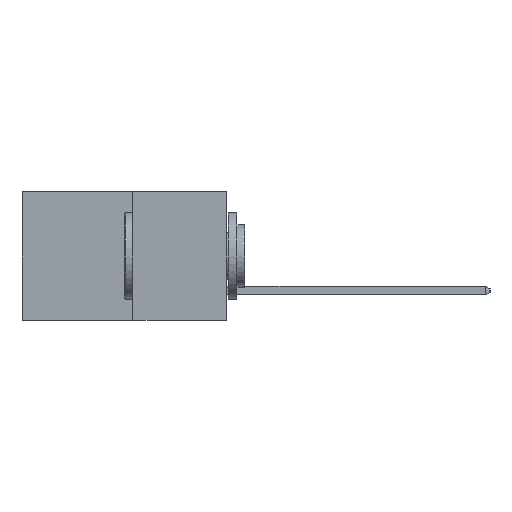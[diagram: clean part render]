
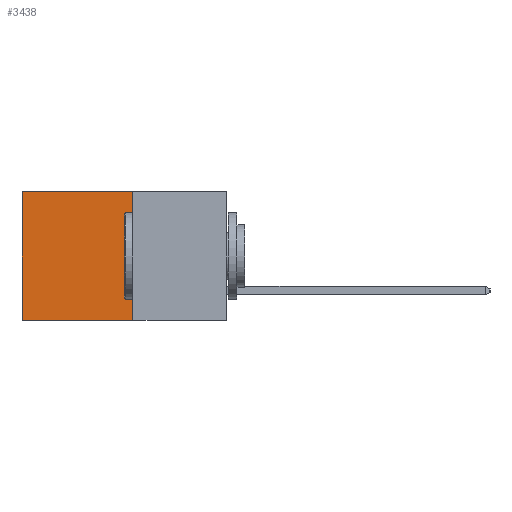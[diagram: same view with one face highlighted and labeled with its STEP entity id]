
A CAD part, left-side view. The second image highlights one B-rep face of the part: STEP entity #3438.
In plain terms, the highlighted planar face has unit normal (-1, 0, 0).
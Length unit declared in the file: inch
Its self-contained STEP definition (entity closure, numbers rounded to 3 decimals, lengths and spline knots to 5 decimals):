
#519 = CARTESIAN_POINT ( 'NONE',  ( 0.277, 0.59, 0. ) ) ;
#1365 = CARTESIAN_POINT ( 'NONE',  ( 0.277, 0.27, -0.37 ) ) ;
#1614 = DIRECTION ( 'NONE',  ( 0., 1., 0. ) ) ;
#1658 = VERTEX_POINT ( 'NONE', #12131 ) ;
#1739 = CARTESIAN_POINT ( 'NONE',  ( 0.277, 0.27, 0. ) ) ;
#2437 = VERTEX_POINT ( 'NONE', #519 ) ;
#2515 = ORIENTED_EDGE ( 'NONE', *, *, #8234, .T. ) ;
#3052 = FACE_OUTER_BOUND ( 'NONE', #8650, .T. ) ;
#3243 = PLANE ( 'NONE',  #9079 ) ;
#3438 = ADVANCED_FACE ( 'NONE', ( #3052 ), #3243, .F. ) ;
#3662 = EDGE_CURVE ( 'NONE', #2437, #10783, #9098, .T. ) ;
#3850 = ORIENTED_EDGE ( 'NONE', *, *, #3662, .T. ) ;
#4332 = ORIENTED_EDGE ( 'NONE', *, *, #4377, .F. ) ;
#4377 = EDGE_CURVE ( 'NONE', #8261, #10783, #11757, .T. ) ;
#5005 = ORIENTED_EDGE ( 'NONE', *, *, #7237, .F. ) ;
#5127 = VECTOR ( 'NONE', #9478, 39.37008 ) ;
#6221 = VECTOR ( 'NONE', #1614, 39.37008 ) ;
#6485 = VECTOR ( 'NONE', #7011, 39.37008 ) ;
#6539 = LINE ( 'NONE', #1739, #6221 ) ;
#6670 = DIRECTION ( 'NONE',  ( 1., 0., 0. ) ) ;
#7011 = DIRECTION ( 'NONE',  ( 0., 0., -1. ) ) ;
#7100 = CARTESIAN_POINT ( 'NONE',  ( 0.277, 0.59, -0.37 ) ) ;
#7237 = EDGE_CURVE ( 'NONE', #1658, #8261, #7805, .T. ) ;
#7805 = LINE ( 'NONE', #9531, #5127 ) ;
#8234 = EDGE_CURVE ( 'NONE', #1658, #2437, #6539, .T. ) ;
#8261 = VERTEX_POINT ( 'NONE', #1365 ) ;
#8650 = EDGE_LOOP ( 'NONE', ( #3850, #4332, #5005, #2515 ) ) ;
#9079 = AXIS2_PLACEMENT_3D ( 'NONE', #10866, #6670, #10335 ) ;
#9098 = LINE ( 'NONE', #7100, #6485 ) ;
#9223 = VECTOR ( 'NONE', #11236, 39.37008 ) ;
#9478 = DIRECTION ( 'NONE',  ( 0., 0., -1. ) ) ;
#9531 = CARTESIAN_POINT ( 'NONE',  ( 0.277, 0.27, -0.37 ) ) ;
#10029 = CARTESIAN_POINT ( 'NONE',  ( 0.277, 0.59, -0.37 ) ) ;
#10335 = DIRECTION ( 'NONE',  ( 0., 0., -1. ) ) ;
#10783 = VERTEX_POINT ( 'NONE', #10029 ) ;
#10866 = CARTESIAN_POINT ( 'NONE',  ( 0.277, 0.27, -0.37 ) ) ;
#11236 = DIRECTION ( 'NONE',  ( 0., 1., 0. ) ) ;
#11266 = CARTESIAN_POINT ( 'NONE',  ( 0.277, 0.27, -0.37 ) ) ;
#11757 = LINE ( 'NONE', #11266, #9223 ) ;
#12131 = CARTESIAN_POINT ( 'NONE',  ( 0.277, 0.27, 0. ) ) ;
